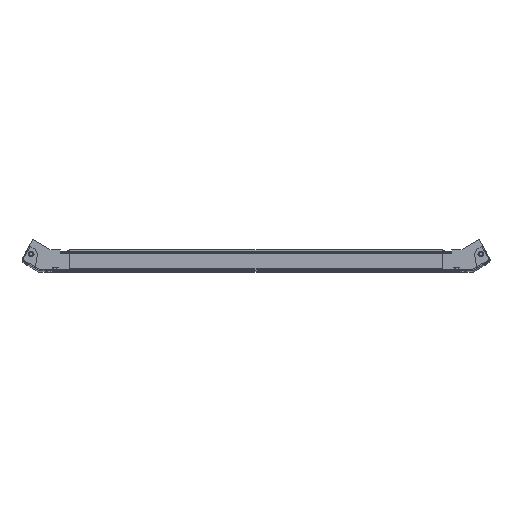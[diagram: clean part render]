
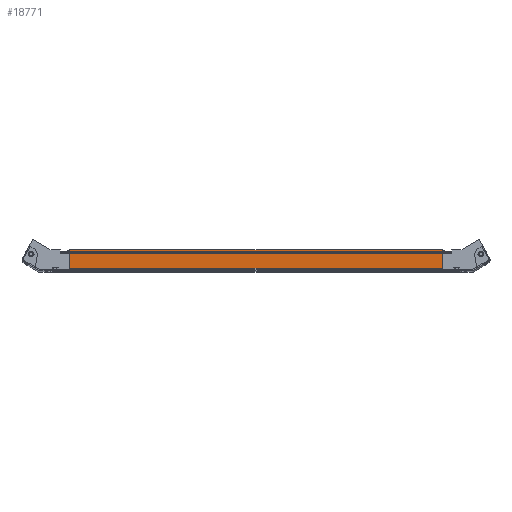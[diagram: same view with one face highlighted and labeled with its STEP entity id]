
A CAD part, top view. The second image highlights one B-rep face of the part: STEP entity #18771.
In plain terms, the highlighted planar face has unit normal (0, 0, 1).
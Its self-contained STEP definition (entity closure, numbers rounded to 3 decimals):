
#1455 = DIRECTION ( 'NONE',  ( 0., 0., -1. ) ) ;
#1829 = EDGE_CURVE ( 'NONE', #6402, #12440, #14152, .T. ) ;
#2629 = VECTOR ( 'NONE', #24847, 1000. ) ;
#3609 = DIRECTION ( 'NONE',  ( 0., -1., 0. ) ) ;
#4469 = ORIENTED_EDGE ( 'NONE', *, *, #17462, .T. ) ;
#5739 = EDGE_CURVE ( 'NONE', #25132, #23137, #7928, .T. ) ;
#5774 = CARTESIAN_POINT ( 'NONE',  ( 500., 25., 0.75 ) ) ;
#6402 = VERTEX_POINT ( 'NONE', #21314 ) ;
#6731 = EDGE_CURVE ( 'NONE', #12440, #23137, #19070, .T. ) ;
#7594 = CARTESIAN_POINT ( 'NONE',  ( 500., -25., 0.75 ) ) ;
#7712 = DIRECTION ( 'NONE',  ( 0., 1., 0. ) ) ;
#7928 = LINE ( 'NONE', #16402, #2629 ) ;
#8807 = DIRECTION ( 'NONE',  ( -1., 0., 0. ) ) ;
#9258 = VECTOR ( 'NONE', #8807, 1000. ) ;
#9784 = PLANE ( 'NONE',  #21402 ) ;
#10057 = LINE ( 'NONE', #5774, #24929 ) ;
#12440 = VERTEX_POINT ( 'NONE', #7594 ) ;
#14152 = LINE ( 'NONE', #22611, #18492 ) ;
#14765 = EDGE_LOOP ( 'NONE', ( #27031, #26247, #24750, #4469 ) ) ;
#16402 = CARTESIAN_POINT ( 'NONE',  ( -500., 25., 0.75 ) ) ;
#17462 = EDGE_CURVE ( 'NONE', #6402, #25132, #10057, .T. ) ;
#17988 = CARTESIAN_POINT ( 'NONE',  ( 500., 25., 0.75 ) ) ;
#18492 = VECTOR ( 'NONE', #3609, 1000. ) ;
#18771 = ADVANCED_FACE ( 'NONE', ( #24504 ), #9784, .F. ) ;
#18830 = CARTESIAN_POINT ( 'NONE',  ( -500., -25., 0.75 ) ) ;
#19013 = CARTESIAN_POINT ( 'NONE',  ( -500., 25., 0.75 ) ) ;
#19070 = LINE ( 'NONE', #21130, #9258 ) ;
#21130 = CARTESIAN_POINT ( 'NONE',  ( 500., -25., 0.75 ) ) ;
#21314 = CARTESIAN_POINT ( 'NONE',  ( 500., 25., 0.75 ) ) ;
#21402 = AXIS2_PLACEMENT_3D ( 'NONE', #17988, #1455, #7712 ) ;
#22611 = CARTESIAN_POINT ( 'NONE',  ( 500., 25., 0.75 ) ) ;
#23137 = VERTEX_POINT ( 'NONE', #18830 ) ;
#24504 = FACE_OUTER_BOUND ( 'NONE', #14765, .T. ) ;
#24750 = ORIENTED_EDGE ( 'NONE', *, *, #1829, .F. ) ;
#24847 = DIRECTION ( 'NONE',  ( 0., -1., 0. ) ) ;
#24929 = VECTOR ( 'NONE', #27256, 1000. ) ;
#25132 = VERTEX_POINT ( 'NONE', #19013 ) ;
#26247 = ORIENTED_EDGE ( 'NONE', *, *, #6731, .F. ) ;
#27031 = ORIENTED_EDGE ( 'NONE', *, *, #5739, .T. ) ;
#27256 = DIRECTION ( 'NONE',  ( -1., 0., 0. ) ) ;
